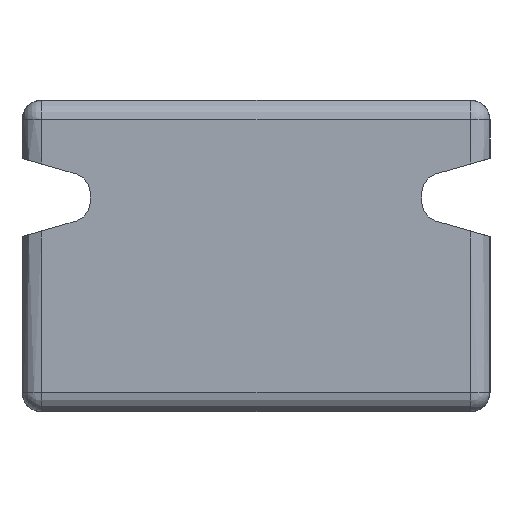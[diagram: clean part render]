
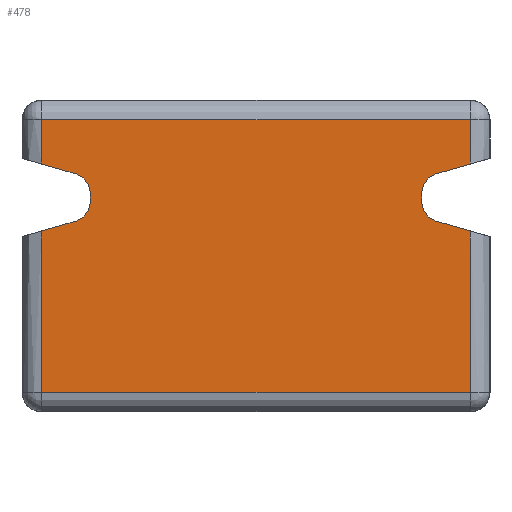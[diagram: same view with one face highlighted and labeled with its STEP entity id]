
A CAD part, left-side view. The second image highlights one B-rep face of the part: STEP entity #478.
In plain terms, the highlighted planar face has unit normal (-1, 0, 0).
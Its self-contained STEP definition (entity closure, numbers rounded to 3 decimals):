
#58 = ORIENTED_EDGE ( 'NONE', *, *, #4994, .T. ) ;
#60 = EDGE_CURVE ( 'NONE', #4727, #3581, #709, .T. ) ;
#108 = VECTOR ( 'NONE', #2022, 1000. ) ;
#115 = DIRECTION ( 'NONE',  ( 0., 0., 1. ) ) ;
#123 = LINE ( 'NONE', #2502, #4251 ) ;
#124 = LINE ( 'NONE', #3369, #3650 ) ;
#127 = VERTEX_POINT ( 'NONE', #4693 ) ;
#129 = CARTESIAN_POINT ( 'NONE',  ( 0., -4.75, 1.623 ) ) ;
#159 = CARTESIAN_POINT ( 'NONE',  ( 0., -4.75, 1.377 ) ) ;
#191 = LINE ( 'NONE', #1371, #2163 ) ;
#224 = CARTESIAN_POINT ( 'NONE',  ( 0., -4.612, 2.104 ) ) ;
#339 = EDGE_CURVE ( 'NONE', #1280, #1781, #1634, .T. ) ;
#344 = CIRCLE ( 'NONE', #3660, 0.5 ) ;
#388 = LINE ( 'NONE', #4791, #108 ) ;
#396 = ORIENTED_EDGE ( 'NONE', *, *, #60, .T. ) ;
#408 = ORIENTED_EDGE ( 'NONE', *, *, #1009, .T. ) ;
#443 = VECTOR ( 'NONE', #1033, 1000. ) ;
#450 = EDGE_CURVE ( 'NONE', #2441, #2775, #1164, .T. ) ;
#478 = ADVANCED_FACE ( 'NONE', ( #4487 ), #2859, .T. ) ;
#532 = DIRECTION ( 'NONE',  ( 1., 0., 0. ) ) ;
#572 = VERTEX_POINT ( 'NONE', #4411 ) ;
#605 = VERTEX_POINT ( 'NONE', #759 ) ;
#709 = LINE ( 'NONE', #1814, #2199 ) ;
#732 = VERTEX_POINT ( 'NONE', #4141 ) ;
#759 = CARTESIAN_POINT ( 'NONE',  ( 0., 5.5, 0.642 ) ) ;
#761 = ORIENTED_EDGE ( 'NONE', *, *, #4354, .T. ) ;
#902 = LINE ( 'NONE', #4944, #2319 ) ;
#954 = DIRECTION ( 'NONE',  ( 1., 0., 0. ) ) ;
#956 = DIRECTION ( 'NONE',  ( 0., 1., 0. ) ) ;
#961 = LINE ( 'NONE', #3035, #4887 ) ;
#984 = AXIS2_PLACEMENT_3D ( 'NONE', #129, #3296, #1330 ) ;
#1009 = EDGE_CURVE ( 'NONE', #1266, #572, #123, .T. ) ;
#1031 = DIRECTION ( 'NONE',  ( 0., 0., 1. ) ) ;
#1033 = DIRECTION ( 'NONE',  ( 0., 0., 1. ) ) ;
#1042 = ORIENTED_EDGE ( 'NONE', *, *, #1879, .T. ) ;
#1063 = LINE ( 'NONE', #1919, #1763 ) ;
#1100 = LINE ( 'NONE', #4236, #2801 ) ;
#1112 = VECTOR ( 'NONE', #2736, 1000. ) ;
#1131 = CARTESIAN_POINT ( 'NONE',  ( 0., 4.612, 2.104 ) ) ;
#1164 = LINE ( 'NONE', #3535, #1112 ) ;
#1217 = CARTESIAN_POINT ( 'NONE',  ( 0., -6., -3.5 ) ) ;
#1266 = VERTEX_POINT ( 'NONE', #4813 ) ;
#1274 = ORIENTED_EDGE ( 'NONE', *, *, #4335, .T. ) ;
#1280 = VERTEX_POINT ( 'NONE', #3310 ) ;
#1330 = DIRECTION ( 'NONE',  ( 0., 0., 1. ) ) ;
#1371 = CARTESIAN_POINT ( 'NONE',  ( 0., 4.25, 1. ) ) ;
#1423 = CIRCLE ( 'NONE', #4326, 0.5 ) ;
#1438 = VERTEX_POINT ( 'NONE', #3078 ) ;
#1575 = DIRECTION ( 'NONE',  ( 1., 0., 0. ) ) ;
#1634 = LINE ( 'NONE', #1217, #2582 ) ;
#1709 = DIRECTION ( 'NONE',  ( 0., 0., -1. ) ) ;
#1742 = EDGE_CURVE ( 'NONE', #732, #2775, #1423, .T. ) ;
#1763 = VECTOR ( 'NONE', #4598, 1000. ) ;
#1781 = VERTEX_POINT ( 'NONE', #4181 ) ;
#1814 = CARTESIAN_POINT ( 'NONE',  ( 0., 5.994, 2.5 ) ) ;
#1844 = VERTEX_POINT ( 'NONE', #224 ) ;
#1879 = EDGE_CURVE ( 'NONE', #3581, #3873, #3505, .T. ) ;
#1919 = CARTESIAN_POINT ( 'NONE',  ( 0., 5.5, 2.5 ) ) ;
#1936 = AXIS2_PLACEMENT_3D ( 'NONE', #4068, #3681, #115 ) ;
#2013 = DIRECTION ( 'NONE',  ( 0., 0., 1. ) ) ;
#2022 = DIRECTION ( 'NONE',  ( 0., -0.961, 0.276 ) ) ;
#2062 = CARTESIAN_POINT ( 'NONE',  ( 0., -4.25, 1.377 ) ) ;
#2071 = DIRECTION ( 'NONE',  ( 0., 0., 1. ) ) ;
#2116 = ORIENTED_EDGE ( 'NONE', *, *, #450, .F. ) ;
#2163 = VECTOR ( 'NONE', #4561, 1000. ) ;
#2199 = VECTOR ( 'NONE', #4201, 1000. ) ;
#2243 = EDGE_CURVE ( 'NONE', #5133, #605, #191, .T. ) ;
#2279 = LINE ( 'NONE', #2626, #443 ) ;
#2319 = VECTOR ( 'NONE', #956, 1000. ) ;
#2349 = ORIENTED_EDGE ( 'NONE', *, *, #1742, .T. ) ;
#2441 = VERTEX_POINT ( 'NONE', #3468 ) ;
#2502 = CARTESIAN_POINT ( 'NONE',  ( 0., -5.5, 4. ) ) ;
#2567 = AXIS2_PLACEMENT_3D ( 'NONE', #4191, #954, #1031 ) ;
#2582 = VECTOR ( 'NONE', #4762, 1000. ) ;
#2615 = EDGE_CURVE ( 'NONE', #127, #4727, #1063, .T. ) ;
#2626 = CARTESIAN_POINT ( 'NONE',  ( 0., 4.25, 2.5 ) ) ;
#2656 = EDGE_CURVE ( 'NONE', #1438, #3873, #2279, .T. ) ;
#2697 = ORIENTED_EDGE ( 'NONE', *, *, #2615, .T. ) ;
#2736 = DIRECTION ( 'NONE',  ( 0., 0., -1. ) ) ;
#2746 = ORIENTED_EDGE ( 'NONE', *, *, #3423, .T. ) ;
#2775 = VERTEX_POINT ( 'NONE', #2062 ) ;
#2783 = EDGE_CURVE ( 'NONE', #1844, #1266, #388, .T. ) ;
#2801 = VECTOR ( 'NONE', #3065, 1000. ) ;
#2859 = PLANE ( 'NONE',  #1936 ) ;
#3035 = CARTESIAN_POINT ( 'NONE',  ( 0., -5.5, 0.5 ) ) ;
#3065 = DIRECTION ( 'NONE',  ( 0., 0.961, 0.276 ) ) ;
#3078 = CARTESIAN_POINT ( 'NONE',  ( 0., 4.25, 1.377 ) ) ;
#3134 = EDGE_CURVE ( 'NONE', #1438, #5133, #344, .T. ) ;
#3143 = ORIENTED_EDGE ( 'NONE', *, *, #2783, .T. ) ;
#3157 = ORIENTED_EDGE ( 'NONE', *, *, #5027, .T. ) ;
#3228 = CIRCLE ( 'NONE', #984, 0.5 ) ;
#3296 = DIRECTION ( 'NONE',  ( 1., 0., 0. ) ) ;
#3310 = CARTESIAN_POINT ( 'NONE',  ( 0., 5.5, -3.5 ) ) ;
#3369 = CARTESIAN_POINT ( 'NONE',  ( 0., 5.5, -4. ) ) ;
#3370 = EDGE_LOOP ( 'NONE', ( #3991, #2746, #3157, #2349, #2116, #58, #3143, #408, #1274, #2697, #396, #1042, #4701, #3911, #3817, #761 ) ) ;
#3423 = EDGE_CURVE ( 'NONE', #1781, #3552, #961, .T. ) ;
#3468 = CARTESIAN_POINT ( 'NONE',  ( 0., -4.25, 1.623 ) ) ;
#3505 = CIRCLE ( 'NONE', #2567, 0.5 ) ;
#3535 = CARTESIAN_POINT ( 'NONE',  ( 0., -4.25, 2.5 ) ) ;
#3552 = VERTEX_POINT ( 'NONE', #3950 ) ;
#3581 = VERTEX_POINT ( 'NONE', #1131 ) ;
#3650 = VECTOR ( 'NONE', #1709, 1000. ) ;
#3660 = AXIS2_PLACEMENT_3D ( 'NONE', #4805, #1575, #2013 ) ;
#3681 = DIRECTION ( 'NONE',  ( -1., 0., 0. ) ) ;
#3816 = CARTESIAN_POINT ( 'NONE',  ( 0., 4.612, 0.896 ) ) ;
#3817 = ORIENTED_EDGE ( 'NONE', *, *, #2243, .T. ) ;
#3873 = VERTEX_POINT ( 'NONE', #4639 ) ;
#3911 = ORIENTED_EDGE ( 'NONE', *, *, #3134, .T. ) ;
#3950 = CARTESIAN_POINT ( 'NONE',  ( 0., -5.5, 0.642 ) ) ;
#3991 = ORIENTED_EDGE ( 'NONE', *, *, #339, .T. ) ;
#4068 = CARTESIAN_POINT ( 'NONE',  ( 0., 0., 0. ) ) ;
#4141 = CARTESIAN_POINT ( 'NONE',  ( 0., -4.612, 0.896 ) ) ;
#4181 = CARTESIAN_POINT ( 'NONE',  ( 0., -5.5, -3.5 ) ) ;
#4191 = CARTESIAN_POINT ( 'NONE',  ( 0., 4.75, 1.623 ) ) ;
#4201 = DIRECTION ( 'NONE',  ( 0., -0.961, -0.276 ) ) ;
#4236 = CARTESIAN_POINT ( 'NONE',  ( 0., -5.994, 0.5 ) ) ;
#4251 = VECTOR ( 'NONE', #2071, 1000. ) ;
#4326 = AXIS2_PLACEMENT_3D ( 'NONE', #159, #532, #4556 ) ;
#4335 = EDGE_CURVE ( 'NONE', #572, #127, #902, .T. ) ;
#4354 = EDGE_CURVE ( 'NONE', #605, #1280, #124, .T. ) ;
#4411 = CARTESIAN_POINT ( 'NONE',  ( 0., -5.5, 3.5 ) ) ;
#4487 = FACE_OUTER_BOUND ( 'NONE', #3370, .T. ) ;
#4553 = DIRECTION ( 'NONE',  ( 0., 0., 1. ) ) ;
#4556 = DIRECTION ( 'NONE',  ( 0., 0., 1. ) ) ;
#4561 = DIRECTION ( 'NONE',  ( 0., 0.961, -0.276 ) ) ;
#4598 = DIRECTION ( 'NONE',  ( 0., 0., -1. ) ) ;
#4639 = CARTESIAN_POINT ( 'NONE',  ( 0., 4.25, 1.623 ) ) ;
#4693 = CARTESIAN_POINT ( 'NONE',  ( 0., 5.5, 3.5 ) ) ;
#4701 = ORIENTED_EDGE ( 'NONE', *, *, #2656, .F. ) ;
#4727 = VERTEX_POINT ( 'NONE', #4977 ) ;
#4762 = DIRECTION ( 'NONE',  ( 0., -1., 0. ) ) ;
#4791 = CARTESIAN_POINT ( 'NONE',  ( 0., -4.25, 2. ) ) ;
#4805 = CARTESIAN_POINT ( 'NONE',  ( 0., 4.75, 1.377 ) ) ;
#4813 = CARTESIAN_POINT ( 'NONE',  ( 0., -5.5, 2.358 ) ) ;
#4887 = VECTOR ( 'NONE', #4553, 1000. ) ;
#4944 = CARTESIAN_POINT ( 'NONE',  ( 0., 6., 3.5 ) ) ;
#4977 = CARTESIAN_POINT ( 'NONE',  ( 0., 5.5, 2.358 ) ) ;
#4994 = EDGE_CURVE ( 'NONE', #2441, #1844, #3228, .T. ) ;
#5027 = EDGE_CURVE ( 'NONE', #3552, #732, #1100, .T. ) ;
#5133 = VERTEX_POINT ( 'NONE', #3816 ) ;
